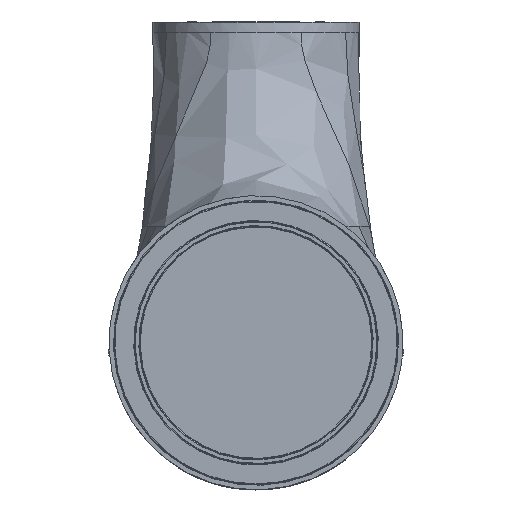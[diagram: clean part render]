
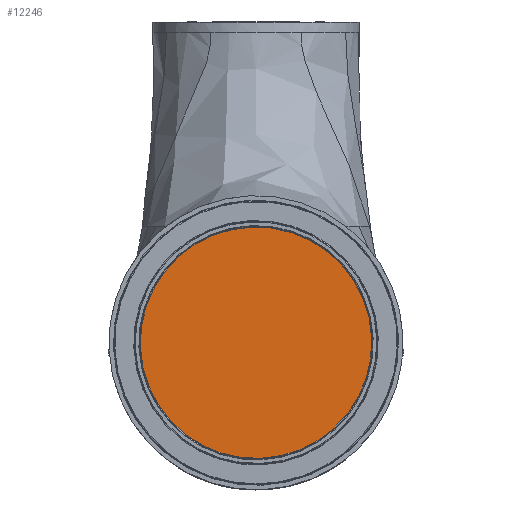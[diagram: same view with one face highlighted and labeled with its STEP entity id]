
A CAD part, front view. The second image highlights one B-rep face of the part: STEP entity #12246.
In plain terms, the highlighted planar face has unit normal (0, -1, 0).
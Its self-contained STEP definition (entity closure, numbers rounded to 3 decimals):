
#1950=PLANE('',#13208);
#2556=FACE_OUTER_BOUND('',#3259,.T.);
#3259=EDGE_LOOP('',(#10593,#10594));
#3648=CIRCLE('',#13202,33.552);
#3649=CIRCLE('',#13203,33.552);
#5478=VERTEX_POINT('',#30416);
#5479=VERTEX_POINT('',#30418);
#7203=EDGE_CURVE('',#5478,#5479,#3648,.T.);
#7204=EDGE_CURVE('',#5479,#5478,#3649,.T.);
#10593=ORIENTED_EDGE('',*,*,#7204,.F.);
#10594=ORIENTED_EDGE('',*,*,#7203,.F.);
#12246=ADVANCED_FACE('',(#2556),#1950,.T.);
#13202=AXIS2_PLACEMENT_3D('',#30419,#15614,#15615);
#13203=AXIS2_PLACEMENT_3D('',#30420,#15616,#15617);
#13208=AXIS2_PLACEMENT_3D('',#30428,#15627,#15628);
#15614=DIRECTION('center_axis',(0.,1.,0.));
#15615=DIRECTION('ref_axis',(0.042,0.,-0.999));
#15616=DIRECTION('center_axis',(0.,1.,0.));
#15617=DIRECTION('ref_axis',(0.042,0.,-0.999));
#15627=DIRECTION('center_axis',(0.,-1.,0.));
#15628=DIRECTION('ref_axis',(0.999,0.,0.042));
#30416=CARTESIAN_POINT('',(-33.522,-285.,-91.422));
#30418=CARTESIAN_POINT('',(-1.422,-285.,-56.478));
#30419=CARTESIAN_POINT('Origin',(0.,-285.,-90.));
#30420=CARTESIAN_POINT('Origin',(0.,-285.,-90.));
#30428=CARTESIAN_POINT('Origin',(0.901,-285.,-111.231));
